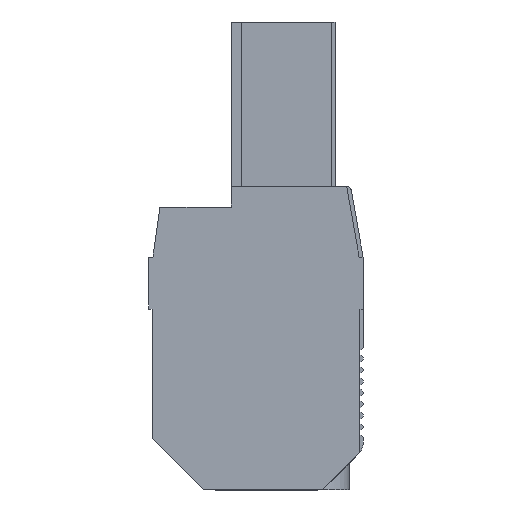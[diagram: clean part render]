
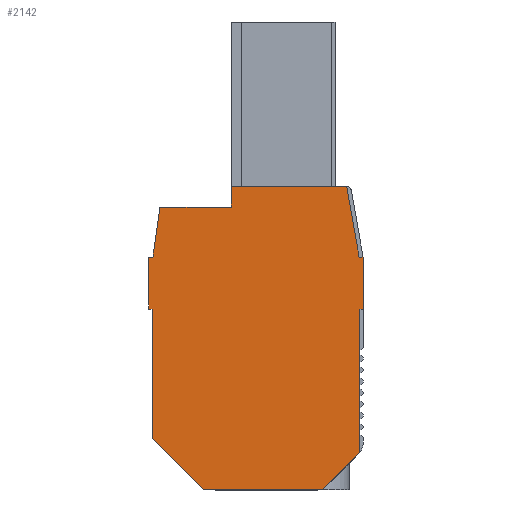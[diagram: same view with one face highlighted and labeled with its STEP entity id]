
A CAD part, left-side view. The second image highlights one B-rep face of the part: STEP entity #2142.
In plain terms, the highlighted planar face has unit normal (-1, 0, 0).
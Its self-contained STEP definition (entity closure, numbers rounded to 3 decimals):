
#2033=AXIS2_PLACEMENT_3D('Plane Axis2P3D',#2030,#2031,#2032) ;
#1552=CARTESIAN_POINT('Vertex',(0.,19.535,27.207)) ;
#1555=CARTESIAN_POINT('Line Origine',(0.,16.117,27.207)) ;
#1559=CARTESIAN_POINT('Vertex',(0.,12.7,27.207)) ;
#1891=CARTESIAN_POINT('Vertex',(0.,20.6,22.4)) ;
#1894=CARTESIAN_POINT('Line Origine',(0.,20.405,22.4)) ;
#1898=CARTESIAN_POINT('Vertex',(0.,20.21,22.4)) ;
#2018=CARTESIAN_POINT('Line Origine',(0.,19.872,24.803)) ;
#2030=CARTESIAN_POINT('Axis2P3D Location',(0.,15.35,0.7)) ;
#2035=CARTESIAN_POINT('Line Origine',(0.,12.7,28.207)) ;
#2039=CARTESIAN_POINT('Vertex',(0.,12.7,29.207)) ;
#2042=CARTESIAN_POINT('Line Origine',(0.,20.6,19.9)) ;
#2046=CARTESIAN_POINT('Vertex',(0.,20.6,17.4)) ;
#2049=CARTESIAN_POINT('Line Origine',(0.,20.45,17.4)) ;
#2053=CARTESIAN_POINT('Vertex',(0.,20.3,17.4)) ;
#2056=CARTESIAN_POINT('Line Origine',(0.,20.3,11.168)) ;
#2060=CARTESIAN_POINT('Vertex',(0.,20.3,4.936)) ;
#2063=CARTESIAN_POINT('Line Origine',(0.,17.832,2.468)) ;
#2067=CARTESIAN_POINT('Vertex',(0.,15.364,0.)) ;
#2070=CARTESIAN_POINT('Line Origine',(0.,9.625,0.)) ;
#2074=CARTESIAN_POINT('Vertex',(0.,3.886,0.)) ;
#2077=CARTESIAN_POINT('Line Origine',(0.,2.093,1.793)) ;
#2081=CARTESIAN_POINT('Vertex',(0.,0.3,3.586)) ;
#2084=CARTESIAN_POINT('Line Origine',(0.,0.3,10.493)) ;
#2088=CARTESIAN_POINT('Vertex',(0.,0.3,17.4)) ;
#2091=CARTESIAN_POINT('Line Origine',(0.,0.15,17.4)) ;
#2095=CARTESIAN_POINT('Vertex',(0.,0.,17.4)) ;
#2098=CARTESIAN_POINT('Line Origine',(0.,0.,19.9)) ;
#2102=CARTESIAN_POINT('Vertex',(0.,0.,22.4)) ;
#2105=CARTESIAN_POINT('Line Origine',(0.,0.19,22.4)) ;
#2109=CARTESIAN_POINT('Vertex',(0.,0.38,22.4)) ;
#2112=CARTESIAN_POINT('Line Origine',(0.,0.98,25.803)) ;
#2116=CARTESIAN_POINT('Vertex',(0.,1.58,29.207)) ;
#2119=CARTESIAN_POINT('Line Origine',(0.,7.14,29.207)) ;
#1556=DIRECTION('Vector Direction',(0.,-1.,0.)) ;
#1895=DIRECTION('Vector Direction',(0.,-1.,0.)) ;
#2019=DIRECTION('Vector Direction',(0.,-0.139,0.99)) ;
#2031=DIRECTION('Axis2P3D Direction',(-1.,0.,0.)) ;
#2032=DIRECTION('Axis2P3D XDirection',(0.,-1.,0.)) ;
#2036=DIRECTION('Vector Direction',(0.,0.,-1.)) ;
#2043=DIRECTION('Vector Direction',(0.,0.,1.)) ;
#2050=DIRECTION('Vector Direction',(0.,1.,0.)) ;
#2057=DIRECTION('Vector Direction',(0.,0.,1.)) ;
#2064=DIRECTION('Vector Direction',(0.,0.707,0.707)) ;
#2071=DIRECTION('Vector Direction',(0.,1.,0.)) ;
#2078=DIRECTION('Vector Direction',(0.,0.707,-0.707)) ;
#2085=DIRECTION('Vector Direction',(0.,0.,1.)) ;
#2092=DIRECTION('Vector Direction',(0.,1.,0.)) ;
#2099=DIRECTION('Vector Direction',(0.,0.,-1.)) ;
#2106=DIRECTION('Vector Direction',(0.,-1.,0.)) ;
#2113=DIRECTION('Vector Direction',(0.,0.174,0.985)) ;
#2120=DIRECTION('Vector Direction',(0.,1.,0.)) ;
#1557=VECTOR('Line Direction',#1556,1.) ;
#1896=VECTOR('Line Direction',#1895,1.) ;
#2020=VECTOR('Line Direction',#2019,1.) ;
#2037=VECTOR('Line Direction',#2036,1.) ;
#2044=VECTOR('Line Direction',#2043,1.) ;
#2051=VECTOR('Line Direction',#2050,1.) ;
#2058=VECTOR('Line Direction',#2057,1.) ;
#2065=VECTOR('Line Direction',#2064,1.) ;
#2072=VECTOR('Line Direction',#2071,1.) ;
#2079=VECTOR('Line Direction',#2078,1.) ;
#2086=VECTOR('Line Direction',#2085,1.) ;
#2093=VECTOR('Line Direction',#2092,1.) ;
#2100=VECTOR('Line Direction',#2099,1.) ;
#2107=VECTOR('Line Direction',#2106,1.) ;
#2114=VECTOR('Line Direction',#2113,1.) ;
#2121=VECTOR('Line Direction',#2120,1.) ;
#2125=ORIENTED_EDGE('',*,*,#2041,.T.) ;
#2126=ORIENTED_EDGE('',*,*,#1561,.F.) ;
#2127=ORIENTED_EDGE('',*,*,#2022,.F.) ;
#2128=ORIENTED_EDGE('',*,*,#1900,.F.) ;
#2129=ORIENTED_EDGE('',*,*,#2048,.F.) ;
#2130=ORIENTED_EDGE('',*,*,#2055,.F.) ;
#2131=ORIENTED_EDGE('',*,*,#2062,.F.) ;
#2132=ORIENTED_EDGE('',*,*,#2069,.F.) ;
#2133=ORIENTED_EDGE('',*,*,#2076,.F.) ;
#2134=ORIENTED_EDGE('',*,*,#2083,.F.) ;
#2135=ORIENTED_EDGE('',*,*,#2090,.T.) ;
#2136=ORIENTED_EDGE('',*,*,#2097,.F.) ;
#2137=ORIENTED_EDGE('',*,*,#2104,.F.) ;
#2138=ORIENTED_EDGE('',*,*,#2111,.F.) ;
#2139=ORIENTED_EDGE('',*,*,#2118,.T.) ;
#2140=ORIENTED_EDGE('',*,*,#2123,.T.) ;
#2142=ADVANCED_FACE('HOUSING',(#2141),#2034,.T.) ;
#1561=EDGE_CURVE('',#1553,#1560,#1558,.T.) ;
#1900=EDGE_CURVE('',#1892,#1899,#1897,.T.) ;
#2022=EDGE_CURVE('',#1899,#1553,#2021,.T.) ;
#2041=EDGE_CURVE('',#2040,#1560,#2038,.T.) ;
#2048=EDGE_CURVE('',#2047,#1892,#2045,.T.) ;
#2055=EDGE_CURVE('',#2054,#2047,#2052,.T.) ;
#2062=EDGE_CURVE('',#2061,#2054,#2059,.T.) ;
#2069=EDGE_CURVE('',#2068,#2061,#2066,.T.) ;
#2076=EDGE_CURVE('',#2075,#2068,#2073,.T.) ;
#2083=EDGE_CURVE('',#2082,#2075,#2080,.T.) ;
#2090=EDGE_CURVE('',#2082,#2089,#2087,.T.) ;
#2097=EDGE_CURVE('',#2096,#2089,#2094,.T.) ;
#2104=EDGE_CURVE('',#2103,#2096,#2101,.T.) ;
#2111=EDGE_CURVE('',#2110,#2103,#2108,.T.) ;
#2118=EDGE_CURVE('',#2110,#2117,#2115,.T.) ;
#2123=EDGE_CURVE('',#2117,#2040,#2122,.T.) ;
#2124=EDGE_LOOP('',(#2125,#2126,#2127,#2128,#2129,#2130,#2131,#2132,#2133,#2134,#2135,#2136,#2137,#2138,#2139,#2140)) ;
#2141=FACE_OUTER_BOUND('',#2124,.T.) ;
#1558=LINE('Line',#1555,#1557) ;
#1897=LINE('Line',#1894,#1896) ;
#2021=LINE('Line',#2018,#2020) ;
#2038=LINE('Line',#2035,#2037) ;
#2045=LINE('Line',#2042,#2044) ;
#2052=LINE('Line',#2049,#2051) ;
#2059=LINE('Line',#2056,#2058) ;
#2066=LINE('Line',#2063,#2065) ;
#2073=LINE('Line',#2070,#2072) ;
#2080=LINE('Line',#2077,#2079) ;
#2087=LINE('Line',#2084,#2086) ;
#2094=LINE('Line',#2091,#2093) ;
#2101=LINE('Line',#2098,#2100) ;
#2108=LINE('Line',#2105,#2107) ;
#2115=LINE('Line',#2112,#2114) ;
#2122=LINE('Line',#2119,#2121) ;
#2034=PLANE('',#2033) ;
#1553=VERTEX_POINT('',#1552) ;
#1560=VERTEX_POINT('',#1559) ;
#1892=VERTEX_POINT('',#1891) ;
#1899=VERTEX_POINT('',#1898) ;
#2040=VERTEX_POINT('',#2039) ;
#2047=VERTEX_POINT('',#2046) ;
#2054=VERTEX_POINT('',#2053) ;
#2061=VERTEX_POINT('',#2060) ;
#2068=VERTEX_POINT('',#2067) ;
#2075=VERTEX_POINT('',#2074) ;
#2082=VERTEX_POINT('',#2081) ;
#2089=VERTEX_POINT('',#2088) ;
#2096=VERTEX_POINT('',#2095) ;
#2103=VERTEX_POINT('',#2102) ;
#2110=VERTEX_POINT('',#2109) ;
#2117=VERTEX_POINT('',#2116) ;
